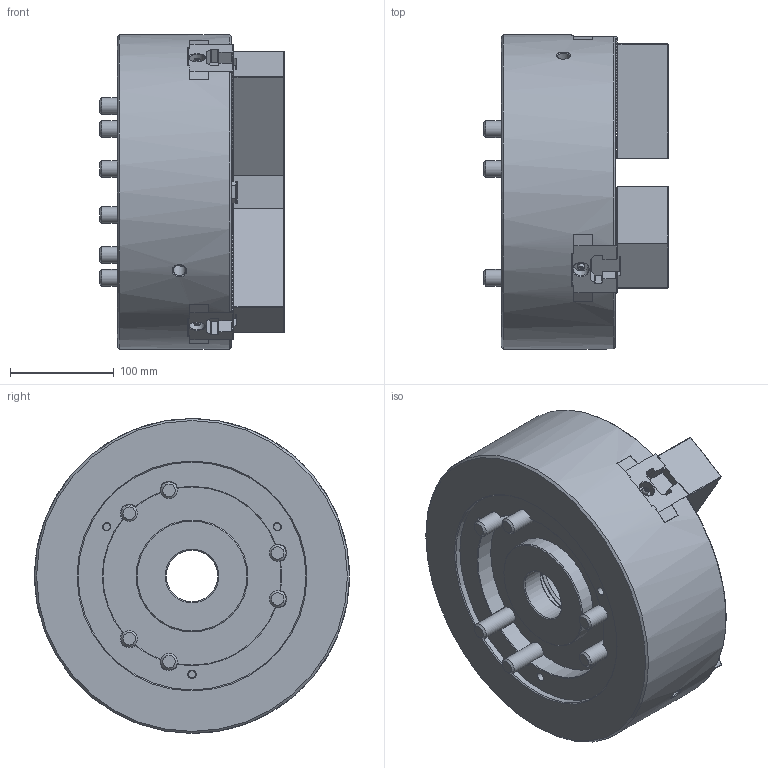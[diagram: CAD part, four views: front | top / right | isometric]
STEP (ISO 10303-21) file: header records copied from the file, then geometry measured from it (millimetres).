
FILE_DESCRIPTION(/* description */ ('Unknown'),/* implementation_level */ '2;1');
FILE_NAME(/* name */ 'B212 Simplified',/* time_stamp */ '2016-10-04T15:10:40+01:00',/* author */ ('Unknown'),/* organization */ ('Unknown'),/* preprocessor_version */ 'ST-DEVELOPER v16.7',/* originating_system */ 'DEX',/* authorisation */ $);
FILE_SCHEMA (('AUTOMOTIVE_DESIGN {1 0 10303 214 3 1 1}'));
Products named in the file (1): B212 solid part
Bounding box: 178.2 x 304 x 304 mm (x, y, z)
Volume: 7572056.4 mm3; surface area: 509255.5 mm2
Topology: 1 solids, 22 shells, 3602 faces, 10266 edges, 6747 vertices
Faces by surface type: plane 3152, cylinder 206, cone 172, bspline 36, torus 30, sphere 6
Full cylindrical faces by diameter (mm): 1.9 x3, 3.8 x6, 6 x6, 6.6 x3, 6.917 x3, 8 x3, 10.5 x3, 11 x3, 12 x2, 14 x12, 15 x3, 16 x24, 17 x12, 24 x12, 25 x12, 50 x1, 91 x2, 96 x1, 101 x1, 108 x1, 220 x1, 304 x1
Entity records: 142461 total; most frequent: CARTESIAN_POINT 24705, ORIENTED_EDGE 19858, DIRECTION 17732, EDGE_CURVE 9929, LINE 8820, VECTOR 8820, VERTEX_POINT 6655, AXIS2_PLACEMENT_3D 4456
